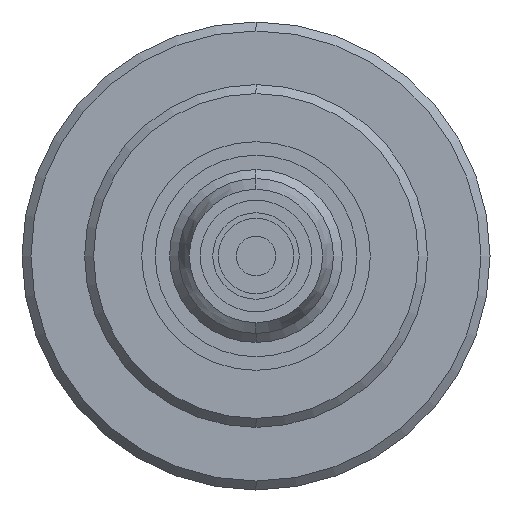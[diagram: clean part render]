
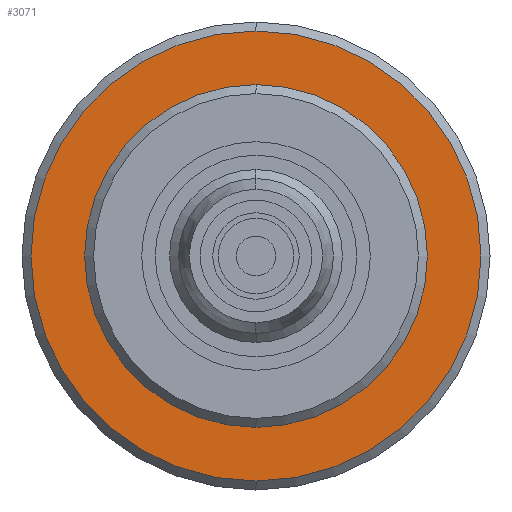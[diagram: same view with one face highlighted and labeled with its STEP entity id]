
A CAD part, left-side view. The second image highlights one B-rep face of the part: STEP entity #3071.
In plain terms, the highlighted planar face has unit normal (-1, 0, 0).
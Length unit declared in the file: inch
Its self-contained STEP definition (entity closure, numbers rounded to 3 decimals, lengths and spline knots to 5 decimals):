
#2 = EDGE_CURVE ( 'NONE', #1769, #2271, #1654, .T. ) ;
#148 = CARTESIAN_POINT ( 'NONE',  ( 0.065, 0., 0.24606 ) ) ;
#149 = EDGE_CURVE ( 'NONE', #1532, #3496, #1869, .T. ) ;
#280 = CIRCLE ( 'NONE', #3746, 0.1874 ) ;
#300 = ORIENTED_EDGE ( 'NONE', *, *, #2, .T. ) ;
#329 = CIRCLE ( 'NONE', #2187, 0.24606 ) ;
#415 = CARTESIAN_POINT ( 'NONE',  ( 0.065, 0., 0. ) ) ;
#514 = CARTESIAN_POINT ( 'NONE',  ( 0.065, 0., 0. ) ) ;
#802 = PLANE ( 'NONE',  #1068 ) ;
#817 = ORIENTED_EDGE ( 'NONE', *, *, #149, .T. ) ;
#826 = AXIS2_PLACEMENT_3D ( 'NONE', #2471, #2735, #3683 ) ;
#926 = DIRECTION ( 'NONE',  ( -1., 0., 0. ) ) ;
#1068 = AXIS2_PLACEMENT_3D ( 'NONE', #1984, #1376, #3508 ) ;
#1117 = CARTESIAN_POINT ( 'NONE',  ( 0.065, 0., -0.1874 ) ) ;
#1213 = CARTESIAN_POINT ( 'NONE',  ( 0.065, 0., 0.1874 ) ) ;
#1224 = ORIENTED_EDGE ( 'NONE', *, *, #1486, .T. ) ;
#1236 = CARTESIAN_POINT ( 'NONE',  ( 0.065, 0., 0. ) ) ;
#1351 = EDGE_CURVE ( 'NONE', #3496, #1532, #280, .T. ) ;
#1376 = DIRECTION ( 'NONE',  ( 1., 0., 0. ) ) ;
#1457 = CARTESIAN_POINT ( 'NONE',  ( 0.065, 0., -0.24606 ) ) ;
#1486 = EDGE_CURVE ( 'NONE', #2271, #1769, #329, .T. ) ;
#1532 = VERTEX_POINT ( 'NONE', #1213 ) ;
#1650 = ORIENTED_EDGE ( 'NONE', *, *, #1351, .T. ) ;
#1654 = CIRCLE ( 'NONE', #826, 0.24606 ) ;
#1769 = VERTEX_POINT ( 'NONE', #148 ) ;
#1869 = CIRCLE ( 'NONE', #3823, 0.1874 ) ;
#1927 = DIRECTION ( 'NONE',  ( 1., 0., 0. ) ) ;
#1940 = FACE_BOUND ( 'NONE', #3468, .T. ) ;
#1984 = CARTESIAN_POINT ( 'NONE',  ( 0.065, 0., 0. ) ) ;
#2038 = DIRECTION ( 'NONE',  ( 1., 0., 0. ) ) ;
#2131 = DIRECTION ( 'NONE',  ( 0., 0., -1. ) ) ;
#2187 = AXIS2_PLACEMENT_3D ( 'NONE', #1236, #926, #2131 ) ;
#2213 = EDGE_LOOP ( 'NONE', ( #1224, #300 ) ) ;
#2271 = VERTEX_POINT ( 'NONE', #1457 ) ;
#2471 = CARTESIAN_POINT ( 'NONE',  ( 0.065, 0., 0. ) ) ;
#2735 = DIRECTION ( 'NONE',  ( -1., 0., 0. ) ) ;
#2958 = DIRECTION ( 'NONE',  ( 0., 0., -1. ) ) ;
#3071 = ADVANCED_FACE ( 'NONE', ( #3552, #1940 ), #802, .F. ) ;
#3468 = EDGE_LOOP ( 'NONE', ( #817, #1650 ) ) ;
#3470 = DIRECTION ( 'NONE',  ( 0., 0., -1. ) ) ;
#3496 = VERTEX_POINT ( 'NONE', #1117 ) ;
#3508 = DIRECTION ( 'NONE',  ( 0., 0., -1. ) ) ;
#3552 = FACE_OUTER_BOUND ( 'NONE', #2213, .T. ) ;
#3683 = DIRECTION ( 'NONE',  ( 0., 0., -1. ) ) ;
#3746 = AXIS2_PLACEMENT_3D ( 'NONE', #514, #2038, #2958 ) ;
#3823 = AXIS2_PLACEMENT_3D ( 'NONE', #415, #1927, #3470 ) ;
